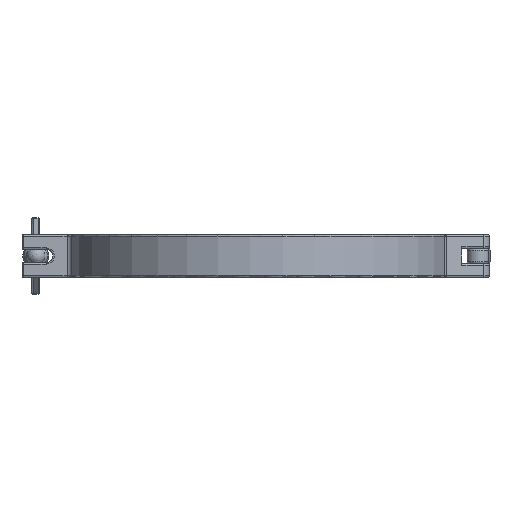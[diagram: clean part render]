
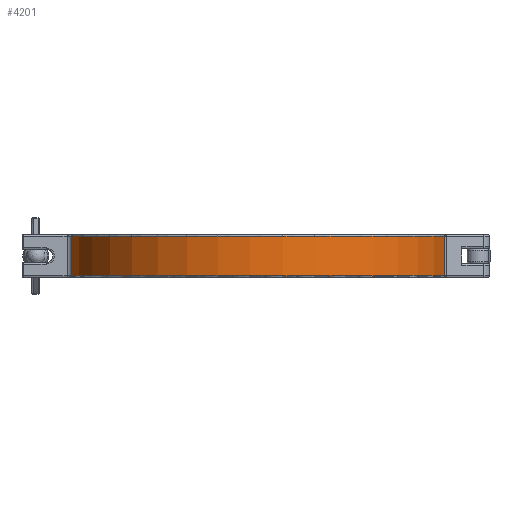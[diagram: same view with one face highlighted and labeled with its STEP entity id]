
A CAD part, front view. The second image highlights one B-rep face of the part: STEP entity #4201.
In plain terms, the highlighted cylindrical face has radius 124.5 mm (diameter 249 mm), a partial arc.
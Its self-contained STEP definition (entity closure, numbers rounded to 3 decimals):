
#220=LINE('',#7525,#405);
#228=LINE('',#7731,#413);
#405=VECTOR('',#5652,26.);
#413=VECTOR('',#5678,26.);
#877=FACE_OUTER_BOUND('',#1184,.T.);
#1184=EDGE_LOOP('',(#3219,#3220,#3221,#3222));
#1475=CIRCLE('',#4647,124.5);
#1481=CIRCLE('',#4658,124.5);
#1793=VERTEX_POINT('',#7518);
#1796=VERTEX_POINT('',#7523);
#1800=VERTEX_POINT('',#7699);
#1809=VERTEX_POINT('',#7729);
#2272=EDGE_CURVE('',#1796,#1793,#220,.T.);
#2279=EDGE_CURVE('',#1800,#1796,#1475,.T.);
#2290=EDGE_CURVE('',#1809,#1800,#228,.T.);
#2299=EDGE_CURVE('',#1793,#1809,#1481,.T.);
#3219=ORIENTED_EDGE('',*,*,#2272,.F.);
#3220=ORIENTED_EDGE('',*,*,#2279,.F.);
#3221=ORIENTED_EDGE('',*,*,#2290,.F.);
#3222=ORIENTED_EDGE('',*,*,#2299,.F.);
#3705=CYLINDRICAL_SURFACE('',#4657,124.5);
#4201=ADVANCED_FACE('',(#877),#3705,.T.);
#4647=AXIS2_PLACEMENT_3D('',#7708,#5657,#5658);
#4657=AXIS2_PLACEMENT_3D('',#7830,#5688,#5689);
#4658=AXIS2_PLACEMENT_3D('',#7831,#5690,#5691);
#5652=DIRECTION('',(0.,0.,1.));
#5657=DIRECTION('center_axis',(0.,0.,
-1.));
#5658=DIRECTION('ref_axis',(-0.059,-0.998,0.));
#5678=DIRECTION('',(0.,0.,-1.));
#5688=DIRECTION('center_axis',(0.,0.,
-1.));
#5689=DIRECTION('ref_axis',(0.97,-0.245,0.));
#5690=DIRECTION('center_axis',(0.,0.,
1.));
#5691=DIRECTION('ref_axis',(-0.059,-0.998,0.));
#7518=CARTESIAN_POINT('',(-123.11,-18.553,13.));
#7523=CARTESIAN_POINT('',(-123.11,-18.553,-13.));
#7525=CARTESIAN_POINT('',(-123.11,-18.553,0.));
#7699=CARTESIAN_POINT('',(120.507,-31.277,-13.));
#7708=CARTESIAN_POINT('Origin',(0.,0.,
-13.));
#7729=CARTESIAN_POINT('',(120.507,-31.277,13.));
#7731=CARTESIAN_POINT('',(120.507,-31.277,0.));
#7830=CARTESIAN_POINT('Origin',(0.,0.,
0.));
#7831=CARTESIAN_POINT('Origin',(0.,0.,
13.));
